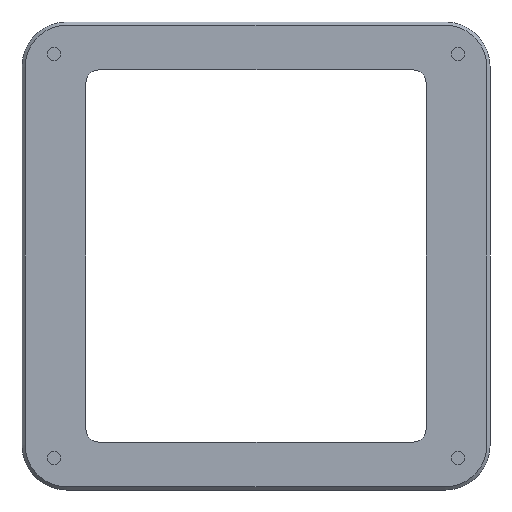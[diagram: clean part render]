
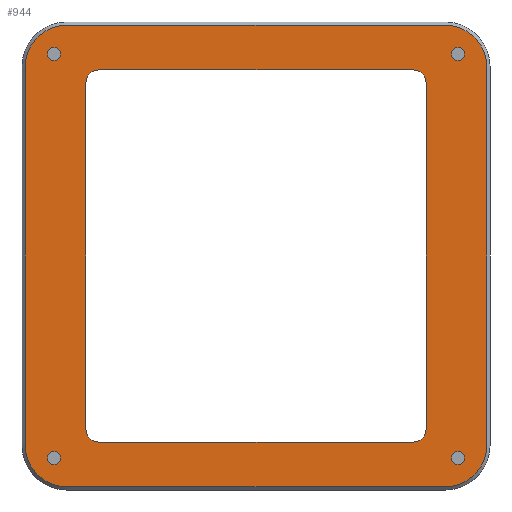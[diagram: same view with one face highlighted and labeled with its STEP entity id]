
A CAD part, front view. The second image highlights one B-rep face of the part: STEP entity #944.
In plain terms, the highlighted planar face has unit normal (0, -1, 0).
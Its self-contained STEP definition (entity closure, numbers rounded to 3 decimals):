
#16=FACE_BOUND('',#200,.T.);
#17=FACE_BOUND('',#201,.T.);
#18=FACE_BOUND('',#202,.T.);
#19=FACE_BOUND('',#203,.T.);
#20=FACE_BOUND('',#204,.T.);
#56=CIRCLE('',#995,2.);
#58=CIRCLE('',#998,2.);
#59=CIRCLE('',#1001,2.);
#60=CIRCLE('',#1003,2.);
#68=CIRCLE('',#1026,6.5);
#70=CIRCLE('',#1030,6.5);
#71=CIRCLE('',#1033,6.5);
#72=CIRCLE('',#1036,6.5);
#73=CIRCLE('',#1041,1.);
#74=CIRCLE('',#1042,1.);
#75=CIRCLE('',#1043,1.);
#76=CIRCLE('',#1044,1.);
#140=FACE_OUTER_BOUND('',#199,.T.);
#199=EDGE_LOOP('',(#815,#816,#817,#818,#819,#820,#821,#822));
#200=EDGE_LOOP('',(#823));
#201=EDGE_LOOP('',(#824));
#202=EDGE_LOOP('',(#825));
#203=EDGE_LOOP('',(#826));
#204=EDGE_LOOP('',(#827,#828,#829,#830,#831,#832,#833,#834));
#239=LINE('',#1424,#327);
#254=LINE('',#1471,#342);
#258=LINE('',#1486,#346);
#262=LINE('',#1497,#350);
#283=LINE('',#1552,#371);
#287=LINE('',#1564,#375);
#291=LINE('',#1575,#379);
#295=LINE('',#1584,#383);
#327=VECTOR('',#1129,10.);
#342=VECTOR('',#1172,10.);
#346=VECTOR('',#1190,10.);
#350=VECTOR('',#1204,10.);
#371=VECTOR('',#1263,10.);
#375=VECTOR('',#1275,10.);
#379=VECTOR('',#1287,10.);
#383=VECTOR('',#1297,10.);
#413=VERTEX_POINT('',#1421);
#414=VERTEX_POINT('',#1423);
#431=VERTEX_POINT('',#1468);
#432=VERTEX_POINT('',#1470);
#434=VERTEX_POINT('',#1476);
#436=VERTEX_POINT('',#1482);
#437=VERTEX_POINT('',#1489);
#438=VERTEX_POINT('',#1493);
#452=VERTEX_POINT('',#1549);
#453=VERTEX_POINT('',#1551);
#455=VERTEX_POINT('',#1557);
#457=VERTEX_POINT('',#1562);
#459=VERTEX_POINT('',#1569);
#460=VERTEX_POINT('',#1573);
#461=VERTEX_POINT('',#1578);
#462=VERTEX_POINT('',#1582);
#463=VERTEX_POINT('',#1594);
#464=VERTEX_POINT('',#1596);
#465=VERTEX_POINT('',#1598);
#466=VERTEX_POINT('',#1600);
#505=EDGE_CURVE('',#413,#414,#239,.T.);
#528=EDGE_CURVE('',#431,#432,#254,.T.);
#531=EDGE_CURVE('',#414,#434,#56,.T.);
#535=EDGE_CURVE('',#436,#431,#58,.T.);
#536=EDGE_CURVE('',#434,#436,#258,.T.);
#538=EDGE_CURVE('',#432,#437,#59,.T.);
#541=EDGE_CURVE('',#438,#413,#60,.T.);
#542=EDGE_CURVE('',#438,#437,#262,.T.);
#569=EDGE_CURVE('',#452,#453,#283,.T.);
#573=EDGE_CURVE('',#455,#452,#68,.T.);
#575=EDGE_CURVE('',#457,#455,#287,.T.);
#579=EDGE_CURVE('',#459,#457,#70,.T.);
#581=EDGE_CURVE('',#460,#459,#291,.T.);
#584=EDGE_CURVE('',#461,#460,#71,.T.);
#586=EDGE_CURVE('',#462,#461,#295,.T.);
#587=EDGE_CURVE('',#453,#462,#72,.T.);
#591=EDGE_CURVE('',#463,#463,#73,.T.);
#592=EDGE_CURVE('',#464,#464,#74,.T.);
#593=EDGE_CURVE('',#465,#465,#75,.T.);
#594=EDGE_CURVE('',#466,#466,#76,.T.);
#815=ORIENTED_EDGE('',*,*,#569,.F.);
#816=ORIENTED_EDGE('',*,*,#573,.F.);
#817=ORIENTED_EDGE('',*,*,#575,.F.);
#818=ORIENTED_EDGE('',*,*,#579,.F.);
#819=ORIENTED_EDGE('',*,*,#581,.F.);
#820=ORIENTED_EDGE('',*,*,#584,.F.);
#821=ORIENTED_EDGE('',*,*,#586,.F.);
#822=ORIENTED_EDGE('',*,*,#587,.F.);
#823=ORIENTED_EDGE('',*,*,#591,.F.);
#824=ORIENTED_EDGE('',*,*,#592,.F.);
#825=ORIENTED_EDGE('',*,*,#593,.F.);
#826=ORIENTED_EDGE('',*,*,#594,.F.);
#827=ORIENTED_EDGE('',*,*,#505,.F.);
#828=ORIENTED_EDGE('',*,*,#541,.F.);
#829=ORIENTED_EDGE('',*,*,#542,.T.);
#830=ORIENTED_EDGE('',*,*,#538,.F.);
#831=ORIENTED_EDGE('',*,*,#528,.F.);
#832=ORIENTED_EDGE('',*,*,#535,.F.);
#833=ORIENTED_EDGE('',*,*,#536,.F.);
#834=ORIENTED_EDGE('',*,*,#531,.F.);
#890=PLANE('',#1040);
#944=ADVANCED_FACE('',(#140,#16,#17,#18,#19,#20),#890,.F.);
#995=AXIS2_PLACEMENT_3D('',#1477,#1178,#1179);
#998=AXIS2_PLACEMENT_3D('',#1484,#1186,#1187);
#1001=AXIS2_PLACEMENT_3D('',#1490,#1194,#1195);
#1003=AXIS2_PLACEMENT_3D('',#1495,#1200,#1201);
#1026=AXIS2_PLACEMENT_3D('',#1559,#1270,#1271);
#1030=AXIS2_PLACEMENT_3D('',#1571,#1282,#1283);
#1033=AXIS2_PLACEMENT_3D('',#1580,#1292,#1293);
#1036=AXIS2_PLACEMENT_3D('',#1586,#1300,#1301);
#1040=AXIS2_PLACEMENT_3D('',#1593,#1311,#1312);
#1041=AXIS2_PLACEMENT_3D('',#1595,#1313,#1314);
#1042=AXIS2_PLACEMENT_3D('',#1597,#1315,#1316);
#1043=AXIS2_PLACEMENT_3D('',#1599,#1317,#1318);
#1044=AXIS2_PLACEMENT_3D('',#1601,#1319,#1320);
#1129=DIRECTION('',(1.,0.,0.));
#1172=DIRECTION('',(-1.,0.,0.));
#1178=DIRECTION('center_axis',(0.,-1.,0.));
#1179=DIRECTION('ref_axis',(0.707,0.,-0.707));
#1186=DIRECTION('center_axis',(0.,-1.,0.));
#1187=DIRECTION('ref_axis',(0.707,0.,0.707));
#1190=DIRECTION('',(0.,0.,1.));
#1194=DIRECTION('center_axis',(0.,-1.,0.));
#1195=DIRECTION('ref_axis',(-0.707,0.,0.707));
#1200=DIRECTION('center_axis',(0.,-1.,0.));
#1201=DIRECTION('ref_axis',(-0.707,0.,-0.707));
#1204=DIRECTION('',(0.,0.,1.));
#1263=DIRECTION('',(0.,0.,-1.));
#1270=DIRECTION('center_axis',(0.,1.,0.));
#1271=DIRECTION('ref_axis',(0.707,0.,0.707));
#1275=DIRECTION('',(1.,0.,0.));
#1282=DIRECTION('center_axis',(0.,1.,0.));
#1283=DIRECTION('ref_axis',(-0.707,0.,0.707));
#1287=DIRECTION('',(0.,0.,1.));
#1292=DIRECTION('center_axis',(0.,1.,0.));
#1293=DIRECTION('ref_axis',(-0.707,0.,-0.707));
#1297=DIRECTION('',(-1.,0.,0.));
#1300=DIRECTION('center_axis',(0.,1.,0.));
#1301=DIRECTION('ref_axis',(0.707,0.,-0.707));
#1311=DIRECTION('center_axis',(0.,1.,0.));
#1312=DIRECTION('ref_axis',(1.,0.,0.));
#1313=DIRECTION('center_axis',(0.,-1.,0.));
#1314=DIRECTION('ref_axis',(1.,0.,0.));
#1315=DIRECTION('center_axis',(0.,-1.,0.));
#1316=DIRECTION('ref_axis',(1.,0.,0.));
#1317=DIRECTION('center_axis',(0.,-1.,0.));
#1318=DIRECTION('ref_axis',(1.,0.,0.));
#1319=DIRECTION('center_axis',(0.,-1.,0.));
#1320=DIRECTION('ref_axis',(1.,0.,0.));
#1421=CARTESIAN_POINT('',(4.,7.1,-0.5));
#1423=CARTESIAN_POINT('',(53.15,7.1,-0.5));
#1424=CARTESIAN_POINT('',(-0.5,7.1,-0.5));
#1468=CARTESIAN_POINT('',(53.15,7.1,57.65));
#1470=CARTESIAN_POINT('',(4.,7.1,57.65));
#1471=CARTESIAN_POINT('',(57.65,7.1,57.65));
#1476=CARTESIAN_POINT('',(55.15,7.1,1.5));
#1477=CARTESIAN_POINT('Origin',(53.15,7.1,1.5));
#1482=CARTESIAN_POINT('',(55.15,7.1,55.65));
#1484=CARTESIAN_POINT('Origin',(53.15,7.1,55.65));
#1486=CARTESIAN_POINT('',(55.15,7.1,-0.5));
#1489=CARTESIAN_POINT('',(2.,7.1,55.65));
#1490=CARTESIAN_POINT('Origin',(4.,7.1,55.65));
#1493=CARTESIAN_POINT('',(2.,7.1,1.5));
#1495=CARTESIAN_POINT('Origin',(4.,7.1,1.5));
#1497=CARTESIAN_POINT('',(2.,7.1,-0.5));
#1549=CARTESIAN_POINT('',(64.65,7.1,58.15));
#1551=CARTESIAN_POINT('',(64.65,7.1,-1.));
#1552=CARTESIAN_POINT('',(64.65,7.1,45.863));
#1557=CARTESIAN_POINT('',(58.15,7.1,64.65));
#1559=CARTESIAN_POINT('Origin',(58.15,7.1,58.15));
#1562=CARTESIAN_POINT('',(-1.,7.1,64.65));
#1564=CARTESIAN_POINT('',(11.288,7.1,64.65));
#1569=CARTESIAN_POINT('',(-7.5,7.1,58.15));
#1571=CARTESIAN_POINT('Origin',(-1.,7.1,58.15));
#1573=CARTESIAN_POINT('',(-7.5,7.1,-1.));
#1575=CARTESIAN_POINT('',(-7.5,7.1,11.288));
#1578=CARTESIAN_POINT('',(-1.,7.1,-7.5));
#1580=CARTESIAN_POINT('Origin',(-1.,7.1,-1.));
#1582=CARTESIAN_POINT('',(58.15,7.1,-7.5));
#1584=CARTESIAN_POINT('',(45.863,7.1,-7.5));
#1586=CARTESIAN_POINT('Origin',(58.15,7.1,-1.));
#1593=CARTESIAN_POINT('Origin',(28.575,7.1,28.575));
#1594=CARTESIAN_POINT('',(-4.,7.1,-3.));
#1595=CARTESIAN_POINT('Origin',(-3.,7.1,-3.));
#1596=CARTESIAN_POINT('',(59.15,7.1,-3.));
#1597=CARTESIAN_POINT('Origin',(60.15,7.1,-3.));
#1598=CARTESIAN_POINT('',(59.15,7.1,60.15));
#1599=CARTESIAN_POINT('Origin',(60.15,7.1,60.15));
#1600=CARTESIAN_POINT('',(-4.,7.1,60.15));
#1601=CARTESIAN_POINT('Origin',(-3.,7.1,60.15));
